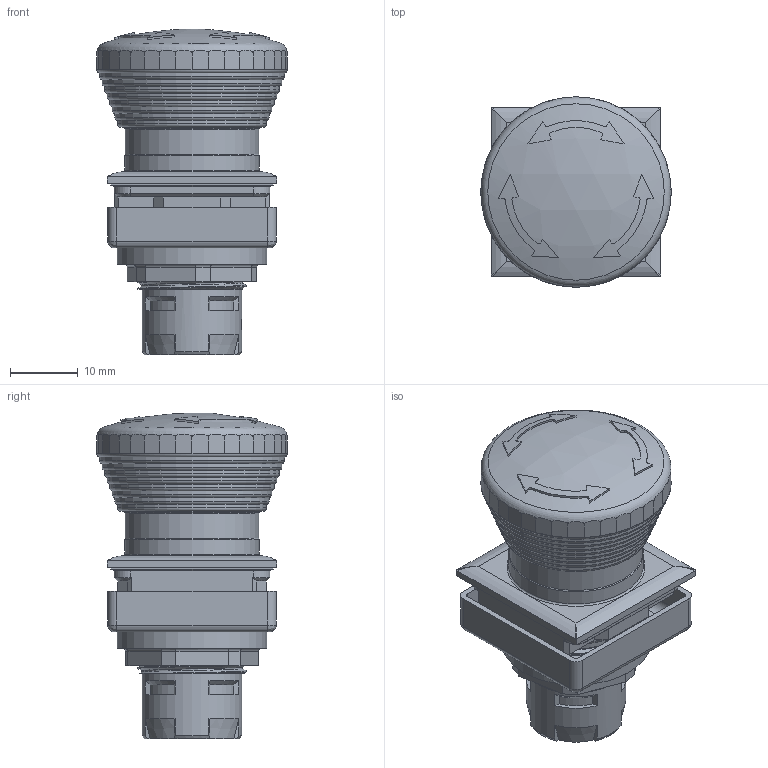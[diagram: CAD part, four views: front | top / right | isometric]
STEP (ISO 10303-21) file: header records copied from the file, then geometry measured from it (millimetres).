
FILE_DESCRIPTION(/* description */ (''),/* implementation_level */ '2;1');
FILE_NAME(/* name */ 'OKJUV.stp',/* time_stamp */ '2017-08-21T11:33:50+02:00',/* author */ ('mharscher'),/* organization */ (''),/* preprocessor_version */ 'ST-DEVELOPER v16.1',/* originating_system */ 'Autodesk Inventor 2016',/* authorisation */ '');
FILE_SCHEMA (('AUTOMOTIVE_DESIGN { 1 0 10303 214 3 1 1 }'));
Length unit declared in the file: centimetre
Products named in the file (1): OKJUV
Bounding box: 28 x 28 x 47.97 mm (x, y, z)
Volume: 17244.7 mm3; surface area: 7100.3 mm2
Topology: 1 solids, 1 shells, 400 faces, 1000 edges, 617 vertices
Faces by surface type: plane 252, cylinder 89, cone 22, bspline 17, torus 16, sphere 4
Full cylindrical faces by diameter (mm): 1.999 x1, 14.65 x1, 16.002 x1, 16.25 x1, 16.5 x1, 19.5 x1, 19.65 x1, 19.85 x2, 21.92 x1, 22 x1, 22.68 x1, 23.44 x1, 24.2 x1, 24.96 x1, 25.72 x1, 26.48 x1, 27.24 x1
Entity records: 15321 total; most frequent: CARTESIAN_POINT 6138, ORIENTED_EDGE 1904, DIRECTION 1878, EDGE_CURVE 952, AXIS2_PLACEMENT_3D 693, VERTEX_POINT 611, LINE 492, VECTOR 492
